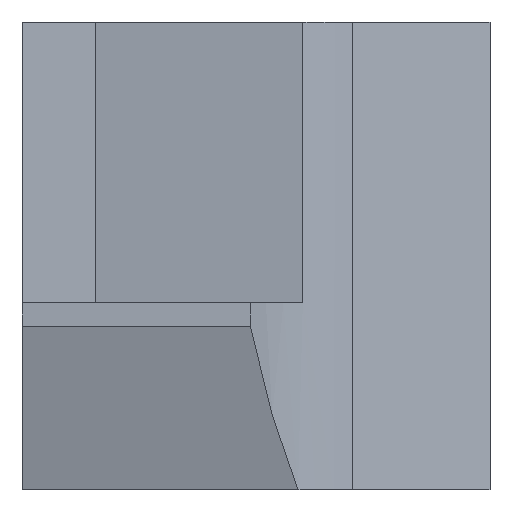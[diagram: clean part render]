
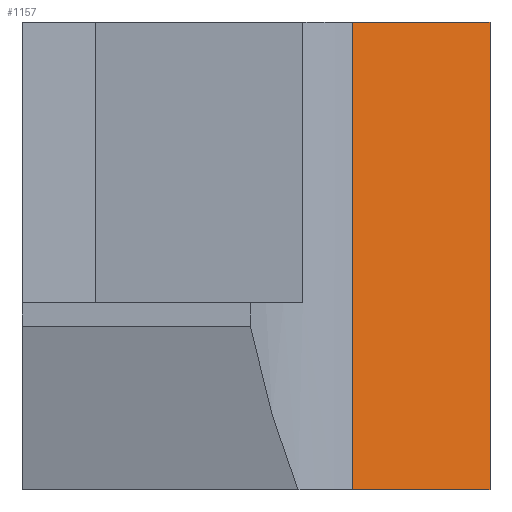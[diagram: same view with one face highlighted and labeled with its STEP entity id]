
A CAD part, left-side view. The second image highlights one B-rep face of the part: STEP entity #1157.
In plain terms, the highlighted planar face has unit normal (-0.966, -0.259, 0).
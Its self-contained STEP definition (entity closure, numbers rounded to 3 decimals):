
#29 = EDGE_CURVE ( 'NONE', #797, #1030, #979, .T. ) ;
#51 = CARTESIAN_POINT ( 'NONE',  ( -67.882, -18.189, -5. ) ) ;
#92 = CARTESIAN_POINT ( 'NONE',  ( -73.541, 2.933, -5. ) ) ;
#96 = ORIENTED_EDGE ( 'NONE', *, *, #688, .F. ) ;
#162 = ORIENTED_EDGE ( 'NONE', *, *, #524, .F. ) ;
#234 = DIRECTION ( 'NONE',  ( 0.259, -0.966, 0. ) ) ;
#246 = DIRECTION ( 'NONE',  ( 0., 0., 1. ) ) ;
#284 = CARTESIAN_POINT ( 'NONE',  ( -73.541, 2.933, -101.652 ) ) ;
#380 = DIRECTION ( 'NONE',  ( -0.966, -0.259, 0. ) ) ;
#429 = VECTOR ( 'NONE', #772, 1000. ) ;
#492 = DIRECTION ( 'NONE',  ( 0.259, -0.966, 0. ) ) ;
#512 = ORIENTED_EDGE ( 'NONE', *, *, #605, .T. ) ;
#524 = EDGE_CURVE ( 'NONE', #932, #1045, #1314, .T. ) ;
#605 = EDGE_CURVE ( 'NONE', #1030, #1045, #760, .T. ) ;
#660 = ORIENTED_EDGE ( 'NONE', *, *, #29, .T. ) ;
#667 = PLANE ( 'NONE',  #1213 ) ;
#688 = EDGE_CURVE ( 'NONE', #797, #932, #1184, .T. ) ;
#704 = CARTESIAN_POINT ( 'NONE',  ( -73.541, 2.933, 5. ) ) ;
#729 = CARTESIAN_POINT ( 'NONE',  ( -72.756, 0., -5. ) ) ;
#760 = LINE ( 'NONE', #1171, #1100 ) ;
#772 = DIRECTION ( 'NONE',  ( 0.259, -0.966, 0. ) ) ;
#797 = VERTEX_POINT ( 'NONE', #92 ) ;
#807 = CARTESIAN_POINT ( 'NONE',  ( -73.541, 2.933, -101.652 ) ) ;
#865 = CARTESIAN_POINT ( 'NONE',  ( -72.756, 0., 5. ) ) ;
#932 = VERTEX_POINT ( 'NONE', #704 ) ;
#979 = LINE ( 'NONE', #51, #1251 ) ;
#988 = FACE_OUTER_BOUND ( 'NONE', #1013, .T. ) ;
#1013 = EDGE_LOOP ( 'NONE', ( #162, #96, #660, #512 ) ) ;
#1030 = VERTEX_POINT ( 'NONE', #729 ) ;
#1045 = VERTEX_POINT ( 'NONE', #865 ) ;
#1100 = VECTOR ( 'NONE', #246, 1000. ) ;
#1157 = ADVANCED_FACE ( 'NONE', ( #988 ), #667, .T. ) ;
#1171 = CARTESIAN_POINT ( 'NONE',  ( -72.756, 0., 5. ) ) ;
#1184 = LINE ( 'NONE', #284, #1252 ) ;
#1213 = AXIS2_PLACEMENT_3D ( 'NONE', #807, #380, #492 ) ;
#1251 = VECTOR ( 'NONE', #234, 1000. ) ;
#1252 = VECTOR ( 'NONE', #1315, 1000. ) ;
#1286 = CARTESIAN_POINT ( 'NONE',  ( -67.882, -18.189, 5. ) ) ;
#1314 = LINE ( 'NONE', #1286, #429 ) ;
#1315 = DIRECTION ( 'NONE',  ( 0., 0., 1. ) ) ;
